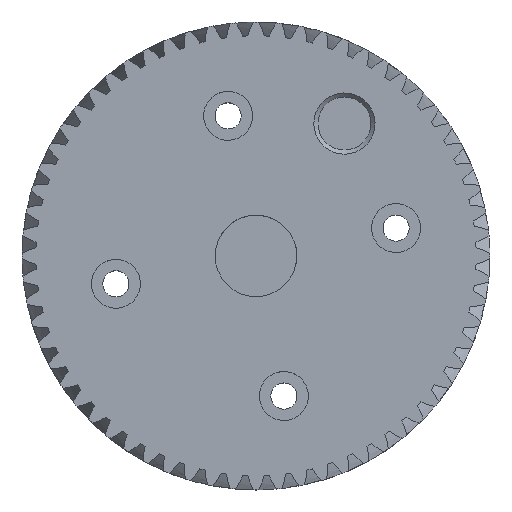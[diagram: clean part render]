
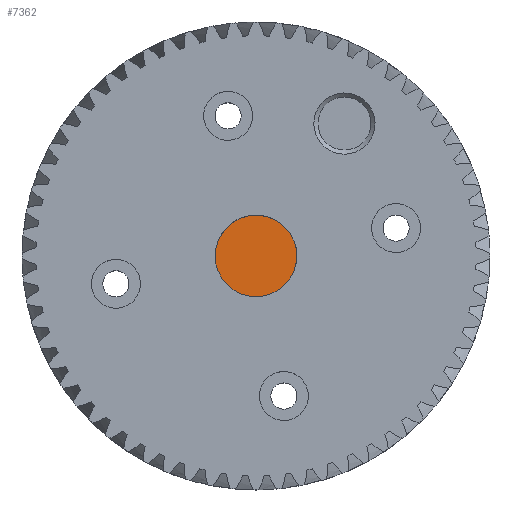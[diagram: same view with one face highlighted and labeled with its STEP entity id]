
A CAD part, top view. The second image highlights one B-rep face of the part: STEP entity #7362.
In plain terms, the highlighted planar face has unit normal (0, 0, 1).
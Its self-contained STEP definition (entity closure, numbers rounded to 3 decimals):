
#1605=FACE_OUTER_BOUND('',#2075,.T.);
#2075=EDGE_LOOP('',(#4811,#4812));
#2560=CIRCLE('',#7853,5.);
#2561=CIRCLE('',#7854,5.);
#2730=VERTEX_POINT('',#8637);
#2731=VERTEX_POINT('',#8638);
#3540=EDGE_CURVE('',#2730,#2731,#2560,.T.);
#3541=EDGE_CURVE('',#2731,#2730,#2561,.T.);
#4811=ORIENTED_EDGE('',*,*,#3540,.F.);
#4812=ORIENTED_EDGE('',*,*,#3541,.F.);
#7353=PLANE('',#7852);
#7362=ADVANCED_FACE('',(#1605),#7353,.F.);
#7852=AXIS2_PLACEMENT_3D('',#8636,#8110,#8111);
#7853=AXIS2_PLACEMENT_3D('',#8639,#8112,#8113);
#7854=AXIS2_PLACEMENT_3D('',#8640,#8114,#8115);
#8110=DIRECTION('center_axis',(0.,0.,-1.));
#8111=DIRECTION('ref_axis',(-1.,0.,0.));
#8112=DIRECTION('center_axis',(0.,0.,-1.));
#8113=DIRECTION('ref_axis',(0.981,0.195,0.));
#8114=DIRECTION('center_axis',(0.,0.,-1.));
#8115=DIRECTION('ref_axis',(0.981,0.195,0.));
#8636=CARTESIAN_POINT('Origin',(0.,0.,8.52));
#8637=CARTESIAN_POINT('',(-5.,0.,8.52));
#8638=CARTESIAN_POINT('',(-4.904,-0.975,8.52));
#8639=CARTESIAN_POINT('Origin',(0.,0.,8.52));
#8640=CARTESIAN_POINT('Origin',(0.,0.,8.52));
